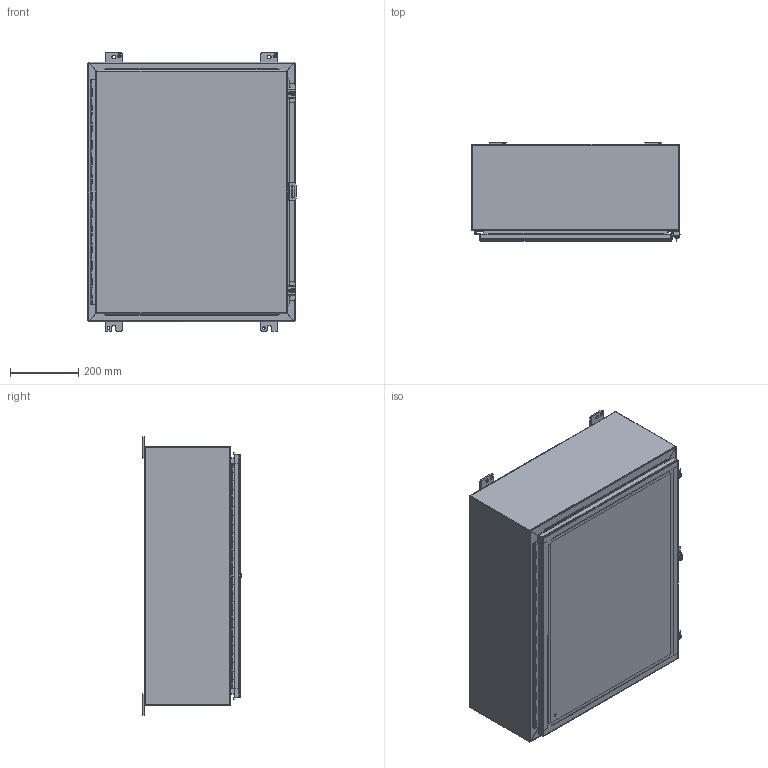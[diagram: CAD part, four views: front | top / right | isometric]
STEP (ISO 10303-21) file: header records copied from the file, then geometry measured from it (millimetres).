
FILE_DESCRIPTION (( 'STEP AP203' ), '1' );
FILE_NAME ('1418K10_Default.step', '2019-10-31T19:35:12', ( 'ADC123' ), ( 'Microsoft' ), 'SwSTEP 2.0', 'SolidWorks 2019', '' );
FILE_SCHEMA (( 'CONFIG_CONTROL_DESIGN' ));
Length unit declared in the file: inch
Products named in the file (1): 1418K10_Default
Bounding box: 612.77 x 290.5 x 819.15 mm (x, y, z)
Volume: 4571283.5 mm3; surface area: 4676215.7 mm2
Topology: 38 solids, 38 shells, 1207 faces, 3095 edges, 1994 vertices
Faces by surface type: plane 739, cylinder 400, bspline 58, cone 10
Entity records: 38946 total; most frequent: CARTESIAN_POINT 9423, ORIENTED_EDGE 6190, DIRECTION 6001, EDGE_CURVE 3095, LINE 2181, VECTOR 2181, VERTEX_POINT 1994, AXIS2_PLACEMENT_3D 1910
